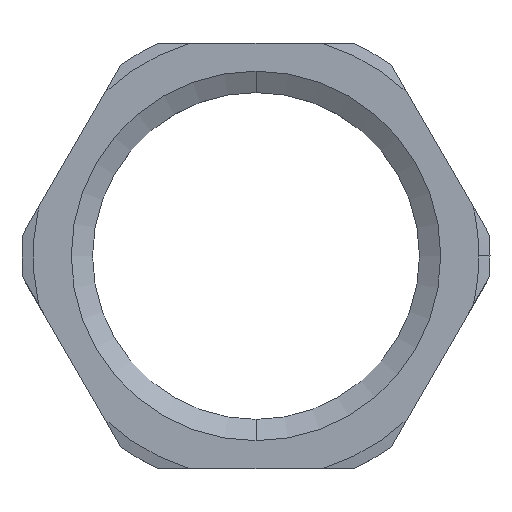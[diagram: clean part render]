
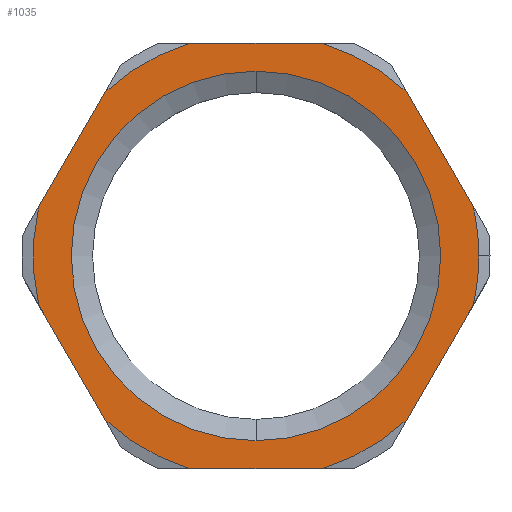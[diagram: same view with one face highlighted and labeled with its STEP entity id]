
A CAD part, top view. The second image highlights one B-rep face of the part: STEP entity #1035.
In plain terms, the highlighted planar face has unit normal (0, 0, 1).
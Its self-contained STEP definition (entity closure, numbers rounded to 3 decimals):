
#1 = CARTESIAN_POINT ( 'NONE',  ( 9.706, -2.188, 0. ) ) ;
#12 = DIRECTION ( 'NONE',  ( 0., 0., -1. ) ) ;
#30 = EDGE_CURVE ( 'NONE', #318, #709, #409, .T. ) ;
#43 = CARTESIAN_POINT ( 'NONE',  ( 0., 0., 0. ) ) ;
#52 = AXIS2_PLACEMENT_3D ( 'NONE', #1008, #12, #363 ) ;
#55 = EDGE_CURVE ( 'NONE', #977, #318, #937, .T. ) ;
#65 = CIRCLE ( 'NONE', #128, 9.95 ) ;
#71 = CIRCLE ( 'NONE', #533, 8.25 ) ;
#80 = DIRECTION ( 'NONE',  ( 0.297, 0.955, 0. ) ) ;
#84 = VERTEX_POINT ( 'NONE', #967 ) ;
#89 = CIRCLE ( 'NONE', #764, 9.95 ) ;
#100 = VERTEX_POINT ( 'NONE', #792 ) ;
#102 = CARTESIAN_POINT ( 'NONE',  ( -2.958, 9.5, 0. ) ) ;
#105 = VERTEX_POINT ( 'NONE', #786 ) ;
#113 = EDGE_LOOP ( 'NONE', ( #990, #487 ) ) ;
#119 = DIRECTION ( 'NONE',  ( 0., 0., 1. ) ) ;
#127 = CIRCLE ( 'NONE', #605, 9.95 ) ;
#128 = AXIS2_PLACEMENT_3D ( 'NONE', #1006, #459, #991 ) ;
#134 = EDGE_CURVE ( 'NONE', #709, #84, #796, .T. ) ;
#157 = DIRECTION ( 'NONE',  ( -1., 0., 0. ) ) ;
#158 = CARTESIAN_POINT ( 'NONE',  ( 0., 0., 0. ) ) ;
#159 = VECTOR ( 'NONE', #688, 1000. ) ;
#189 = ORIENTED_EDGE ( 'NONE', *, *, #134, .F. ) ;
#194 = VERTEX_POINT ( 'NONE', #982 ) ;
#202 = LINE ( 'NONE', #671, #1034 ) ;
#213 = DIRECTION ( 'NONE',  ( 0., 1., 0. ) ) ;
#225 = DIRECTION ( 'NONE',  ( 0.976, -0.22, 0. ) ) ;
#242 = CARTESIAN_POINT ( 'NONE',  ( 2.958, -9.5, 0. ) ) ;
#245 = ORIENTED_EDGE ( 'NONE', *, *, #1061, .F. ) ;
#258 = VERTEX_POINT ( 'NONE', #642 ) ;
#275 = CARTESIAN_POINT ( 'NONE',  ( -6.748, -7.312, 0. ) ) ;
#279 = AXIS2_PLACEMENT_3D ( 'NONE', #158, #1053, #80 ) ;
#284 = CARTESIAN_POINT ( 'NONE',  ( -2.958, 9.5, 0. ) ) ;
#285 = ORIENTED_EDGE ( 'NONE', *, *, #494, .F. ) ;
#290 = DIRECTION ( 'NONE',  ( 0., 0., -1. ) ) ;
#296 = CIRCLE ( 'NONE', #491, 8.25 ) ;
#318 = VERTEX_POINT ( 'NONE', #102 ) ;
#334 = VECTOR ( 'NONE', #451, 1000. ) ;
#363 = DIRECTION ( 'NONE',  ( 0., -1., 0. ) ) ;
#367 = EDGE_CURVE ( 'NONE', #1181, #590, #296, .T. ) ;
#368 = LINE ( 'NONE', #736, #478 ) ;
#374 = CARTESIAN_POINT ( 'NONE',  ( 0., 0., 0. ) ) ;
#397 = EDGE_CURVE ( 'NONE', #527, #1036, #127, .T. ) ;
#407 = CARTESIAN_POINT ( 'NONE',  ( 2.958, -9.5, 0. ) ) ;
#409 = LINE ( 'NONE', #284, #838 ) ;
#419 = VERTEX_POINT ( 'NONE', #407 ) ;
#424 = ORIENTED_EDGE ( 'NONE', *, *, #55, .F. ) ;
#426 = CARTESIAN_POINT ( 'NONE',  ( -9.706, 2.188, 0. ) ) ;
#449 = ORIENTED_EDGE ( 'NONE', *, *, #30, .F. ) ;
#451 = DIRECTION ( 'NONE',  ( -0.5, -0.866, 0. ) ) ;
#454 = FACE_OUTER_BOUND ( 'NONE', #1031, .T. ) ;
#459 = DIRECTION ( 'NONE',  ( 0., 0., 1. ) ) ;
#461 = DIRECTION ( 'NONE',  ( 0., 1., 0. ) ) ;
#463 = ORIENTED_EDGE ( 'NONE', *, *, #864, .F. ) ;
#466 = CARTESIAN_POINT ( 'NONE',  ( -6.748, 7.312, 0. ) ) ;
#478 = VECTOR ( 'NONE', #1095, 1000. ) ;
#483 = ORIENTED_EDGE ( 'NONE', *, *, #762, .F. ) ;
#487 = ORIENTED_EDGE ( 'NONE', *, *, #966, .T. ) ;
#490 = DIRECTION ( 'NONE',  ( -0.976, 0.22, 0. ) ) ;
#491 = AXIS2_PLACEMENT_3D ( 'NONE', #771, #676, #213 ) ;
#494 = EDGE_CURVE ( 'NONE', #100, #419, #1057, .T. ) ;
#509 = VECTOR ( 'NONE', #157, 1000. ) ;
#527 = VERTEX_POINT ( 'NONE', #973 ) ;
#530 = LINE ( 'NONE', #242, #509 ) ;
#533 = AXIS2_PLACEMENT_3D ( 'NONE', #374, #723, #461 ) ;
#566 = CARTESIAN_POINT ( 'NONE',  ( 2.958, 9.5, 0. ) ) ;
#578 = CARTESIAN_POINT ( 'NONE',  ( 0., 0., 0. ) ) ;
#590 = VERTEX_POINT ( 'NONE', #784 ) ;
#605 = AXIS2_PLACEMENT_3D ( 'NONE', #861, #119, #225 ) ;
#606 = AXIS2_PLACEMENT_3D ( 'NONE', #578, #677, #847 ) ;
#642 = CARTESIAN_POINT ( 'NONE',  ( 9.706, -2.188, 0. ) ) ;
#652 = ORIENTED_EDGE ( 'NONE', *, *, #397, .T. ) ;
#654 = EDGE_CURVE ( 'NONE', #258, #100, #1170, .T. ) ;
#667 = EDGE_CURVE ( 'NONE', #258, #527, #65, .T. ) ;
#671 = CARTESIAN_POINT ( 'NONE',  ( -6.748, -7.312, 0. ) ) ;
#676 = DIRECTION ( 'NONE',  ( 0., 0., 1. ) ) ;
#677 = DIRECTION ( 'NONE',  ( 0., 0., -1. ) ) ;
#688 = DIRECTION ( 'NONE',  ( 0.5, 0.866, 0. ) ) ;
#692 = ORIENTED_EDGE ( 'NONE', *, *, #854, .F. ) ;
#709 = VERTEX_POINT ( 'NONE', #566 ) ;
#723 = DIRECTION ( 'NONE',  ( 0., 0., -1. ) ) ;
#736 = CARTESIAN_POINT ( 'NONE',  ( 6.748, 7.312, 0. ) ) ;
#750 = AXIS2_PLACEMENT_3D ( 'NONE', #1014, #290, #833 ) ;
#762 = EDGE_CURVE ( 'NONE', #1062, #194, #202, .T. ) ;
#764 = AXIS2_PLACEMENT_3D ( 'NONE', #43, #765, #490 ) ;
#765 = DIRECTION ( 'NONE',  ( 0., 0., 1. ) ) ;
#771 = CARTESIAN_POINT ( 'NONE',  ( 0., 0., 0. ) ) ;
#779 = DIRECTION ( 'NONE',  ( 0.678, -0.735, 0. ) ) ;
#784 = CARTESIAN_POINT ( 'NONE',  ( 0., -8.25, 0. ) ) ;
#786 = CARTESIAN_POINT ( 'NONE',  ( -9.706, 2.188, 0. ) ) ;
#789 = CARTESIAN_POINT ( 'NONE',  ( 0., 0., 0. ) ) ;
#792 = CARTESIAN_POINT ( 'NONE',  ( 6.748, -7.312, 0. ) ) ;
#796 = CIRCLE ( 'NONE', #279, 9.95 ) ;
#810 = PLANE ( 'NONE',  #52 ) ;
#820 = CARTESIAN_POINT ( 'NONE',  ( 9.706, 2.188, 0. ) ) ;
#833 = DIRECTION ( 'NONE',  ( -0.678, 0.735, 0. ) ) ;
#838 = VECTOR ( 'NONE', #1021, 1000. ) ;
#843 = ORIENTED_EDGE ( 'NONE', *, *, #1155, .F. ) ;
#847 = DIRECTION ( 'NONE',  ( -0.297, -0.955, 0. ) ) ;
#854 = EDGE_CURVE ( 'NONE', #105, #977, #893, .T. ) ;
#859 = CARTESIAN_POINT ( 'NONE',  ( -2.958, -9.5, 0. ) ) ;
#861 = CARTESIAN_POINT ( 'NONE',  ( 0., 0., 0. ) ) ;
#864 = EDGE_CURVE ( 'NONE', #419, #1121, #530, .T. ) ;
#873 = ORIENTED_EDGE ( 'NONE', *, *, #654, .F. ) ;
#882 = DIRECTION ( 'NONE',  ( 0., 0., -1. ) ) ;
#893 = LINE ( 'NONE', #426, #159 ) ;
#916 = ORIENTED_EDGE ( 'NONE', *, *, #1175, .T. ) ;
#937 = CIRCLE ( 'NONE', #750, 9.95 ) ;
#946 = AXIS2_PLACEMENT_3D ( 'NONE', #789, #882, #779 ) ;
#966 = EDGE_CURVE ( 'NONE', #1181, #590, #71, .T. ) ;
#967 = CARTESIAN_POINT ( 'NONE',  ( 6.748, 7.312, 0. ) ) ;
#973 = CARTESIAN_POINT ( 'NONE',  ( 9.95, 0., 0. ) ) ;
#977 = VERTEX_POINT ( 'NONE', #466 ) ;
#982 = CARTESIAN_POINT ( 'NONE',  ( -9.706, -2.188, 0. ) ) ;
#990 = ORIENTED_EDGE ( 'NONE', *, *, #367, .F. ) ;
#991 = DIRECTION ( 'NONE',  ( 0.976, -0.22, 0. ) ) ;
#1006 = CARTESIAN_POINT ( 'NONE',  ( 0., 0., 0. ) ) ;
#1008 = CARTESIAN_POINT ( 'NONE',  ( 0., 0., 0. ) ) ;
#1014 = CARTESIAN_POINT ( 'NONE',  ( 0., 0., 0. ) ) ;
#1021 = DIRECTION ( 'NONE',  ( 1., 0., 0. ) ) ;
#1022 = ORIENTED_EDGE ( 'NONE', *, *, #667, .T. ) ;
#1028 = DIRECTION ( 'NONE',  ( -0.5, 0.866, 0. ) ) ;
#1031 = EDGE_LOOP ( 'NONE', ( #245, #189, #449, #424, #692, #916, #483, #843, #463, #285, #873, #1022, #652 ) ) ;
#1034 = VECTOR ( 'NONE', #1028, 1000. ) ;
#1035 = ADVANCED_FACE ( 'NONE', ( #1083, #454 ), #810, .F. ) ;
#1036 = VERTEX_POINT ( 'NONE', #820 ) ;
#1053 = DIRECTION ( 'NONE',  ( 0., 0., -1. ) ) ;
#1057 = CIRCLE ( 'NONE', #946, 9.95 ) ;
#1061 = EDGE_CURVE ( 'NONE', #84, #1036, #368, .T. ) ;
#1062 = VERTEX_POINT ( 'NONE', #275 ) ;
#1083 = FACE_BOUND ( 'NONE', #113, .T. ) ;
#1095 = DIRECTION ( 'NONE',  ( 0.5, -0.866, 0. ) ) ;
#1120 = CIRCLE ( 'NONE', #606, 9.95 ) ;
#1121 = VERTEX_POINT ( 'NONE', #859 ) ;
#1124 = CARTESIAN_POINT ( 'NONE',  ( 0., 8.25, 0. ) ) ;
#1155 = EDGE_CURVE ( 'NONE', #1121, #1062, #1120, .T. ) ;
#1170 = LINE ( 'NONE', #1, #334 ) ;
#1175 = EDGE_CURVE ( 'NONE', #105, #194, #89, .T. ) ;
#1181 = VERTEX_POINT ( 'NONE', #1124 ) ;
